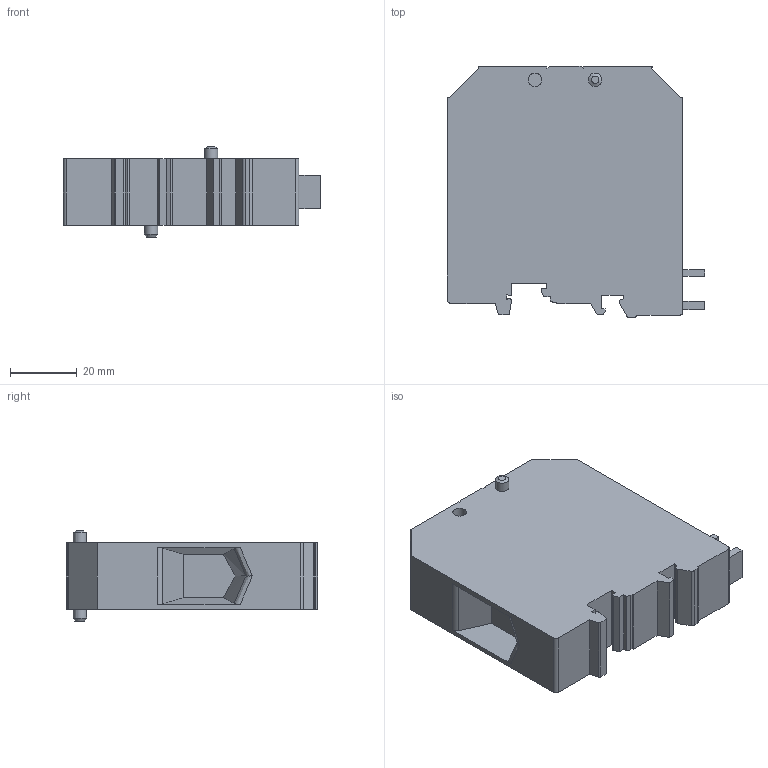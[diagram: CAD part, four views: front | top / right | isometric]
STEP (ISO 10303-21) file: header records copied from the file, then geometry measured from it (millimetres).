
FILE_DESCRIPTION( ( 'STEP AP214' ), '1' );
FILE_NAME( 'CDU50-20201102.stp', '2022-12-14T12:44:04', ( ' ' ), ( ' ' ), 'XStep 1.0', ' ', ' ' );
FILE_SCHEMA( ( 'CONFIG_CONTROL_DESIGN) ( )' ) );
Length unit declared in the file: metre
Products named in the file (1): cdu50
Bounding box: 77 x 75.2 x 27 mm (x, y, z)
Volume: 92853.7 mm3; surface area: 17758.4 mm2
Topology: 1 solids, 1 shells, 104 faces, 275 edges, 183 vertices
Faces by surface type: plane 72, cylinder 22, bspline 8, cone 2
Full cylindrical faces by diameter (mm): 4 x4, 8.5 x2
Entity records: 4132 total; most frequent: CARTESIAN_POINT 747, ORIENTED_EDGE 528, DIRECTION 498, EDGE_CURVE 264, LINE 204, VECTOR 204, VERTEX_POINT 180, AXIS2_PLACEMENT_3D 147
